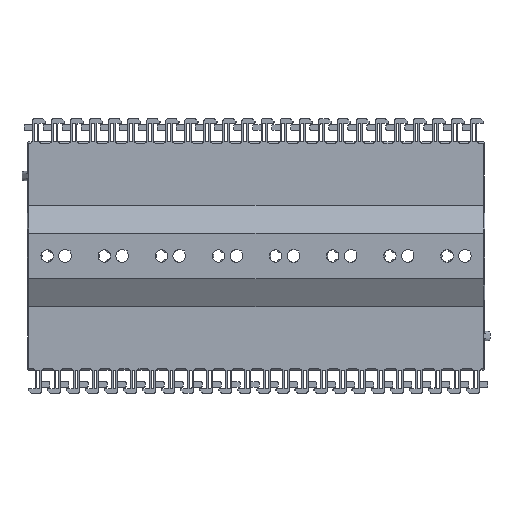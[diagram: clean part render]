
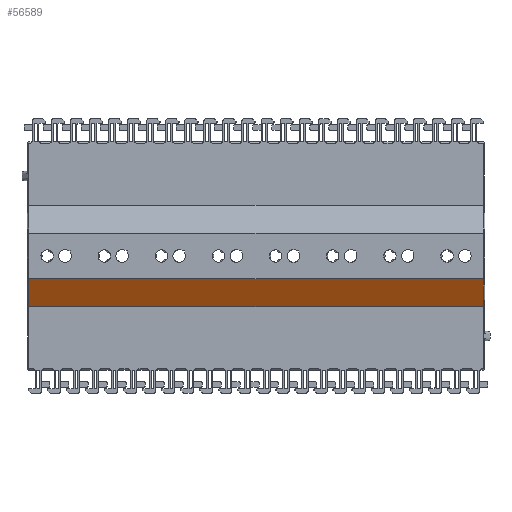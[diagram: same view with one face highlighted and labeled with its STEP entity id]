
A CAD part, top view. The second image highlights one B-rep face of the part: STEP entity #56589.
In plain terms, the highlighted planar face has unit normal (0, -0.5, 0.866).
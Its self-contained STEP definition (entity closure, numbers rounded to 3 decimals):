
#35122 = VERTEX_POINT('',#35123);
#35123 = CARTESIAN_POINT('',(99.4,-22.124,3.));
#51032 = EDGE_CURVE('',#51033,#35122,#51035,.T.);
#51033 = VERTEX_POINT('',#51034);
#51034 = CARTESIAN_POINT('',(-99.4,-22.124,3.));
#51035 = LINE('',#51036,#51037);
#51036 = CARTESIAN_POINT('',(-50.,-22.124,3.));
#51037 = VECTOR('',#51038,1.);
#51038 = DIRECTION('',(1.,0.,0.));
#54367 = EDGE_CURVE('',#35122,#54368,#54370,.T.);
#54368 = VERTEX_POINT('',#54369);
#54369 = CARTESIAN_POINT('',(99.4,-10.,10.));
#54370 = LINE('',#54371,#54372);
#54371 = CARTESIAN_POINT('',(99.4,-22.124,3.));
#54372 = VECTOR('',#54373,1.);
#54373 = DIRECTION('',(0.,0.866,0.5));
#54711 = EDGE_CURVE('',#54712,#54368,#54714,.T.);
#54712 = VERTEX_POINT('',#54713);
#54713 = CARTESIAN_POINT('',(-99.4,-10.,10.));
#54714 = LINE('',#54715,#54716);
#54715 = CARTESIAN_POINT('',(-100.,-10.,10.));
#54716 = VECTOR('',#54717,1.);
#54717 = DIRECTION('',(1.,0.,0.));
#56589 = ADVANCED_FACE('',(#56590),#56601,.T.);
#56590 = FACE_BOUND('',#56591,.T.);
#56591 = EDGE_LOOP('',(#56592,#56593,#56599,#56600));
#56592 = ORIENTED_EDGE('',*,*,#54711,.F.);
#56593 = ORIENTED_EDGE('',*,*,#56594,.F.);
#56594 = EDGE_CURVE('',#51033,#54712,#56595,.T.);
#56595 = LINE('',#56596,#56597);
#56596 = CARTESIAN_POINT('',(-99.4,-22.124,3.));
#56597 = VECTOR('',#56598,1.);
#56598 = DIRECTION('',(0.,0.866,0.5));
#56599 = ORIENTED_EDGE('',*,*,#51032,.T.);
#56600 = ORIENTED_EDGE('',*,*,#54367,.T.);
#56601 = PLANE('',#56602);
#56602 = AXIS2_PLACEMENT_3D('',#56603,#56604,#56605);
#56603 = CARTESIAN_POINT('',(-100.,-27.321,0.));
#56604 = DIRECTION('',(0.,-0.5,0.866));
#56605 = DIRECTION('',(0.,0.866,0.5));
